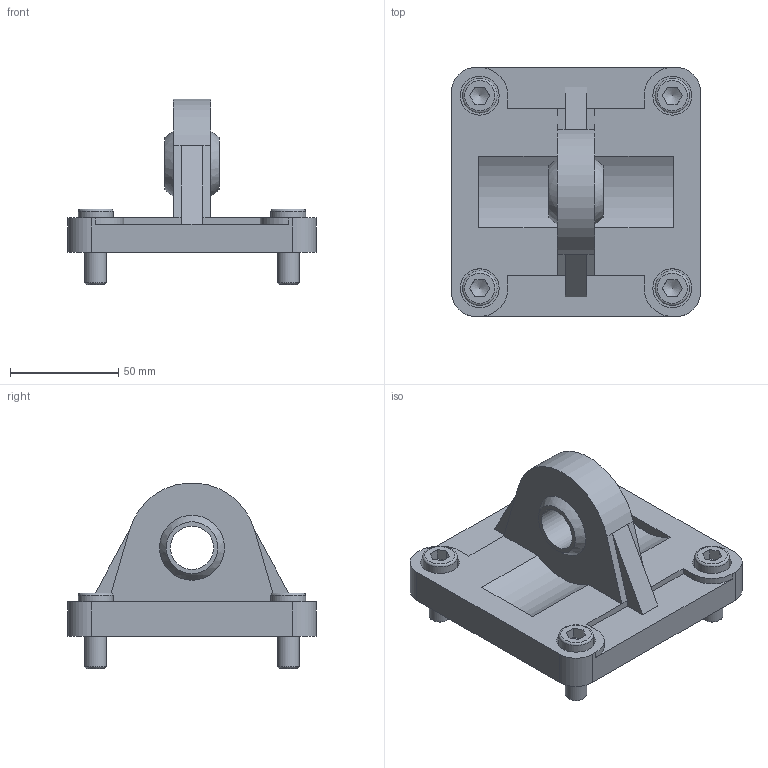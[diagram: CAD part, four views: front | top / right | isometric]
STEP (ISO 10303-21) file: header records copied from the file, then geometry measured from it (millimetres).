
FILE_DESCRIPTION(/* description */ (''),/* implementation_level */ '2;1');
FILE_NAME(/* name */ 'CAD_83250.stp',/* time_stamp */ '2018-02-16T13:53:07+01:00',/* author */ ('Hypex'),/* organization */ ('Hypex'),/* preprocessor_version */ 'ST-DEVELOPER v17',/* originating_system */ 'Autodesk Inventor 2018',/* authorisation */ '');
FILE_SCHEMA (('AUTOMOTIVE_DESIGN { 1 0 10303 214 3 1 1 }'));
Length unit declared in the file: millimetre
Products named in the file (1): CAD_83250
Bounding box: 115 x 115 x 85.89 mm (x, y, z)
Volume: 241581.4 mm3; surface area: 53438 mm2
Topology: 5 solids, 5 shells, 121 faces, 320 edges, 222 vertices
Faces by surface type: plane 74, cylinder 29, torus 8, cone 8, sphere 2
Full cylindrical faces by diameter (mm): 10 x4, 11 x4, 16 x4, 18 x4, 20 x1, 55 x1
Entity records: 3961 total; most frequent: CARTESIAN_POINT 716, DIRECTION 656, ORIENTED_EDGE 632, EDGE_CURVE 316, AXIS2_PLACEMENT_3D 246, VERTEX_POINT 222, LINE 164, VECTOR 164
